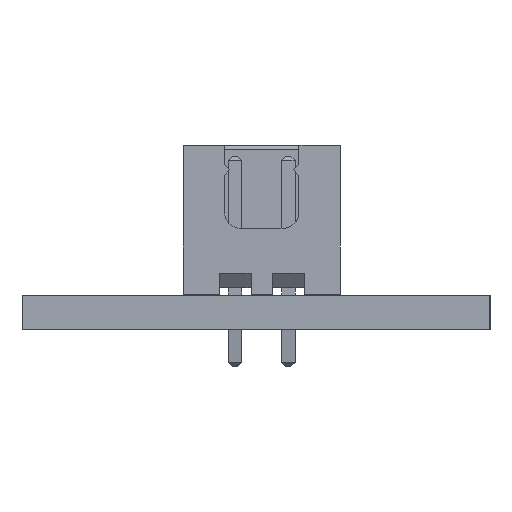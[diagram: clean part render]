
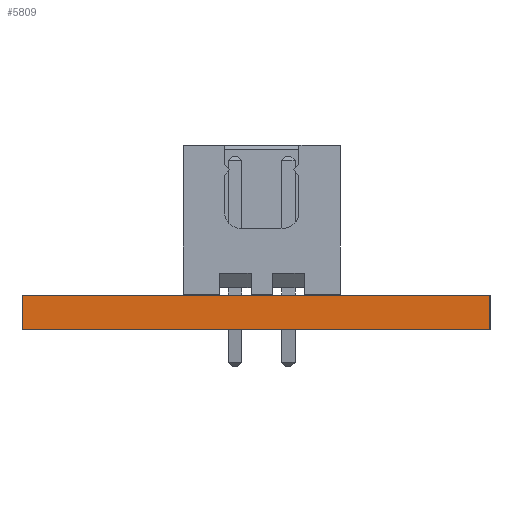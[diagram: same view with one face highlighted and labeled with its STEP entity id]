
A CAD part, left-side view. The second image highlights one B-rep face of the part: STEP entity #5809.
In plain terms, the highlighted planar face has unit normal (-1, 0, 0).
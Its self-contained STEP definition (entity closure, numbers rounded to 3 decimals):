
#5693 = EDGE_CURVE('',#5694,#5696,#5698,.T.);
#5694 = VERTEX_POINT('',#5695);
#5695 = CARTESIAN_POINT('',(145.,-96.,0.));
#5696 = VERTEX_POINT('',#5697);
#5697 = CARTESIAN_POINT('',(145.,-96.,1.6));
#5698 = SURFACE_CURVE('',#5699,(#5703,#5715),.PCURVE_S1.);
#5699 = LINE('',#5700,#5701);
#5700 = CARTESIAN_POINT('',(145.,-96.,0.));
#5701 = VECTOR('',#5702,1.);
#5702 = DIRECTION('',(0.,0.,1.));
#5703 = PCURVE('',#5704,#5709);
#5704 = PLANE('',#5705);
#5705 = AXIS2_PLACEMENT_3D('',#5706,#5707,#5708);
#5706 = CARTESIAN_POINT('',(145.,-96.,0.));
#5707 = DIRECTION('',(0.,1.,0.));
#5708 = DIRECTION('',(1.,0.,0.));
#5709 = DEFINITIONAL_REPRESENTATION('',(#5710),#5714);
#5710 = LINE('',#5711,#5712);
#5711 = CARTESIAN_POINT('',(0.,0.));
#5712 = VECTOR('',#5713,1.);
#5713 = DIRECTION('',(0.,-1.));
#5714 = ( GEOMETRIC_REPRESENTATION_CONTEXT(2) 
PARAMETRIC_REPRESENTATION_CONTEXT() REPRESENTATION_CONTEXT('2D SPACE',''
  ) );
#5715 = PCURVE('',#5716,#5721);
#5716 = PLANE('',#5717);
#5717 = AXIS2_PLACEMENT_3D('',#5718,#5719,#5720);
#5718 = CARTESIAN_POINT('',(145.,-74.,0.));
#5719 = DIRECTION('',(1.,0.,-0.));
#5720 = DIRECTION('',(0.,-1.,0.));
#5721 = DEFINITIONAL_REPRESENTATION('',(#5722),#5726);
#5722 = LINE('',#5723,#5724);
#5723 = CARTESIAN_POINT('',(22.,0.));
#5724 = VECTOR('',#5725,1.);
#5725 = DIRECTION('',(0.,-1.));
#5726 = ( GEOMETRIC_REPRESENTATION_CONTEXT(2) 
PARAMETRIC_REPRESENTATION_CONTEXT() REPRESENTATION_CONTEXT('2D SPACE',''
  ) );
#5744 = PLANE('',#5745);
#5745 = AXIS2_PLACEMENT_3D('',#5746,#5747,#5748);
#5746 = CARTESIAN_POINT('',(160.,-85.,1.6));
#5747 = DIRECTION('',(0.,0.,1.));
#5748 = DIRECTION('',(1.,0.,-0.));
#5798 = PLANE('',#5799);
#5799 = AXIS2_PLACEMENT_3D('',#5800,#5801,#5802);
#5800 = CARTESIAN_POINT('',(160.,-85.,0.));
#5801 = DIRECTION('',(0.,0.,1.));
#5802 = DIRECTION('',(1.,0.,-0.));
#5809 = ADVANCED_FACE('',(#5810),#5716,.F.);
#5810 = FACE_BOUND('',#5811,.F.);
#5811 = EDGE_LOOP('',(#5812,#5842,#5863,#5864));
#5812 = ORIENTED_EDGE('',*,*,#5813,.T.);
#5813 = EDGE_CURVE('',#5814,#5816,#5818,.T.);
#5814 = VERTEX_POINT('',#5815);
#5815 = CARTESIAN_POINT('',(145.,-74.,0.));
#5816 = VERTEX_POINT('',#5817);
#5817 = CARTESIAN_POINT('',(145.,-74.,1.6));
#5818 = SURFACE_CURVE('',#5819,(#5823,#5830),.PCURVE_S1.);
#5819 = LINE('',#5820,#5821);
#5820 = CARTESIAN_POINT('',(145.,-74.,0.));
#5821 = VECTOR('',#5822,1.);
#5822 = DIRECTION('',(0.,0.,1.));
#5823 = PCURVE('',#5716,#5824);
#5824 = DEFINITIONAL_REPRESENTATION('',(#5825),#5829);
#5825 = LINE('',#5826,#5827);
#5826 = CARTESIAN_POINT('',(0.,0.));
#5827 = VECTOR('',#5828,1.);
#5828 = DIRECTION('',(0.,-1.));
#5829 = ( GEOMETRIC_REPRESENTATION_CONTEXT(2) 
PARAMETRIC_REPRESENTATION_CONTEXT() REPRESENTATION_CONTEXT('2D SPACE',''
  ) );
#5830 = PCURVE('',#5831,#5836);
#5831 = PLANE('',#5832);
#5832 = AXIS2_PLACEMENT_3D('',#5833,#5834,#5835);
#5833 = CARTESIAN_POINT('',(175.,-74.,0.));
#5834 = DIRECTION('',(0.,-1.,0.));
#5835 = DIRECTION('',(-1.,0.,0.));
#5836 = DEFINITIONAL_REPRESENTATION('',(#5837),#5841);
#5837 = LINE('',#5838,#5839);
#5838 = CARTESIAN_POINT('',(30.,0.));
#5839 = VECTOR('',#5840,1.);
#5840 = DIRECTION('',(0.,-1.));
#5841 = ( GEOMETRIC_REPRESENTATION_CONTEXT(2) 
PARAMETRIC_REPRESENTATION_CONTEXT() REPRESENTATION_CONTEXT('2D SPACE',''
  ) );
#5842 = ORIENTED_EDGE('',*,*,#5843,.T.);
#5843 = EDGE_CURVE('',#5816,#5696,#5844,.T.);
#5844 = SURFACE_CURVE('',#5845,(#5849,#5856),.PCURVE_S1.);
#5845 = LINE('',#5846,#5847);
#5846 = CARTESIAN_POINT('',(145.,-74.,1.6));
#5847 = VECTOR('',#5848,1.);
#5848 = DIRECTION('',(0.,-1.,0.));
#5849 = PCURVE('',#5716,#5850);
#5850 = DEFINITIONAL_REPRESENTATION('',(#5851),#5855);
#5851 = LINE('',#5852,#5853);
#5852 = CARTESIAN_POINT('',(0.,-1.6));
#5853 = VECTOR('',#5854,1.);
#5854 = DIRECTION('',(1.,0.));
#5855 = ( GEOMETRIC_REPRESENTATION_CONTEXT(2) 
PARAMETRIC_REPRESENTATION_CONTEXT() REPRESENTATION_CONTEXT('2D SPACE',''
  ) );
#5856 = PCURVE('',#5744,#5857);
#5857 = DEFINITIONAL_REPRESENTATION('',(#5858),#5862);
#5858 = LINE('',#5859,#5860);
#5859 = CARTESIAN_POINT('',(-15.,11.));
#5860 = VECTOR('',#5861,1.);
#5861 = DIRECTION('',(0.,-1.));
#5862 = ( GEOMETRIC_REPRESENTATION_CONTEXT(2) 
PARAMETRIC_REPRESENTATION_CONTEXT() REPRESENTATION_CONTEXT('2D SPACE',''
  ) );
#5863 = ORIENTED_EDGE('',*,*,#5693,.F.);
#5864 = ORIENTED_EDGE('',*,*,#5865,.F.);
#5865 = EDGE_CURVE('',#5814,#5694,#5866,.T.);
#5866 = SURFACE_CURVE('',#5867,(#5871,#5878),.PCURVE_S1.);
#5867 = LINE('',#5868,#5869);
#5868 = CARTESIAN_POINT('',(145.,-74.,0.));
#5869 = VECTOR('',#5870,1.);
#5870 = DIRECTION('',(0.,-1.,0.));
#5871 = PCURVE('',#5716,#5872);
#5872 = DEFINITIONAL_REPRESENTATION('',(#5873),#5877);
#5873 = LINE('',#5874,#5875);
#5874 = CARTESIAN_POINT('',(0.,0.));
#5875 = VECTOR('',#5876,1.);
#5876 = DIRECTION('',(1.,0.));
#5877 = ( GEOMETRIC_REPRESENTATION_CONTEXT(2) 
PARAMETRIC_REPRESENTATION_CONTEXT() REPRESENTATION_CONTEXT('2D SPACE',''
  ) );
#5878 = PCURVE('',#5798,#5879);
#5879 = DEFINITIONAL_REPRESENTATION('',(#5880),#5884);
#5880 = LINE('',#5881,#5882);
#5881 = CARTESIAN_POINT('',(-15.,11.));
#5882 = VECTOR('',#5883,1.);
#5883 = DIRECTION('',(0.,-1.));
#5884 = ( GEOMETRIC_REPRESENTATION_CONTEXT(2) 
PARAMETRIC_REPRESENTATION_CONTEXT() REPRESENTATION_CONTEXT('2D SPACE',''
  ) );
